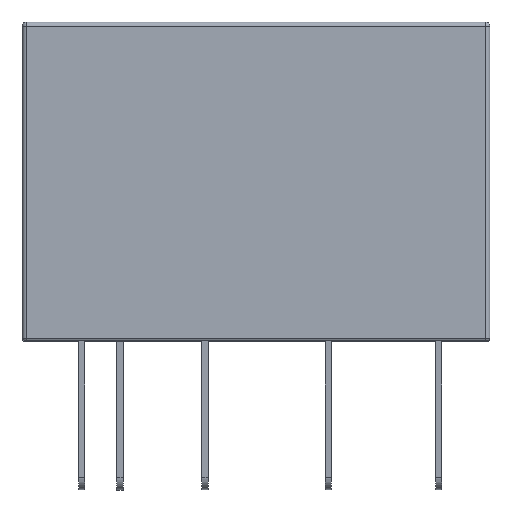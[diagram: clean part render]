
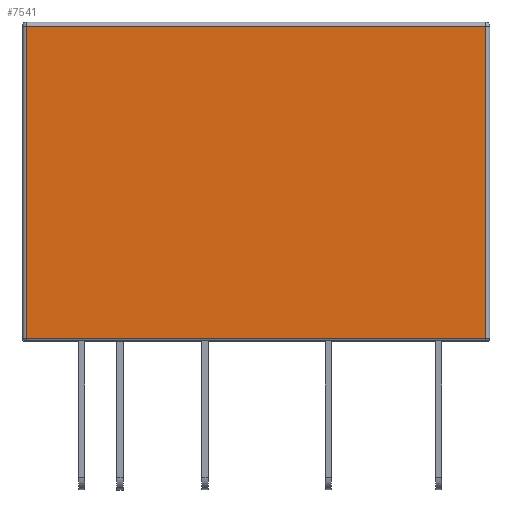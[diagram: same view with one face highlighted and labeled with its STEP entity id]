
A CAD part, top view. The second image highlights one B-rep face of the part: STEP entity #7541.
In plain terms, the highlighted planar face has unit normal (0, 0, 1).
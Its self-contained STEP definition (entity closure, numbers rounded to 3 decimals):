
#1213 = EDGE_LOOP ( 'NONE', ( #4685, #5452, #10177, #9788 ) ) ;
#1240 = LINE ( 'NONE', #4882, #11514 ) ;
#1838 = VECTOR ( 'NONE', #6904, 1000. ) ;
#1887 = CARTESIAN_POINT ( 'NONE',  ( 5.4, 0.05, 3.5 ) ) ;
#2159 = VECTOR ( 'NONE', #12932, 1000. ) ;
#2618 = EDGE_CURVE ( 'NONE', #11264, #11906, #14374, .T. ) ;
#2691 = EDGE_CURVE ( 'NONE', #11906, #14880, #1240, .T. ) ;
#3534 = DIRECTION ( 'NONE',  ( 0., 1., 0. ) ) ;
#3949 = PLANE ( 'NONE',  #10870 ) ;
#4685 = ORIENTED_EDGE ( 'NONE', *, *, #15315, .T. ) ;
#4882 = CARTESIAN_POINT ( 'NONE',  ( 0., 7.4, 3.5 ) ) ;
#5419 = CARTESIAN_POINT ( 'NONE',  ( 5.4, 0.05, 3.5 ) ) ;
#5452 = ORIENTED_EDGE ( 'NONE', *, *, #13073, .T. ) ;
#5780 = CARTESIAN_POINT ( 'NONE',  ( -5.4, 7.4, 3.5 ) ) ;
#6118 = DIRECTION ( 'NONE',  ( -1., 0., 0. ) ) ;
#6310 = DIRECTION ( 'NONE',  ( 1., 0., 0. ) ) ;
#6904 = DIRECTION ( 'NONE',  ( 0., -1., 0. ) ) ;
#7541 = ADVANCED_FACE ( 'NONE', ( #11199 ), #3949, .T. ) ;
#8174 = CARTESIAN_POINT ( 'NONE',  ( -5.4, 0., 3.5 ) ) ;
#9140 = CARTESIAN_POINT ( 'NONE',  ( -5.4, 0.05, 3.5 ) ) ;
#9378 = VERTEX_POINT ( 'NONE', #9140 ) ;
#9788 = ORIENTED_EDGE ( 'NONE', *, *, #2691, .T. ) ;
#10175 = CARTESIAN_POINT ( 'NONE',  ( 0., 7.5, 3.5 ) ) ;
#10177 = ORIENTED_EDGE ( 'NONE', *, *, #2618, .T. ) ;
#10870 = AXIS2_PLACEMENT_3D ( 'NONE', #10175, #15027, #6310 ) ;
#11199 = FACE_OUTER_BOUND ( 'NONE', #1213, .T. ) ;
#11249 = VECTOR ( 'NONE', #3534, 1000. ) ;
#11264 = VERTEX_POINT ( 'NONE', #5419 ) ;
#11514 = VECTOR ( 'NONE', #6118, 1000. ) ;
#11867 = LINE ( 'NONE', #8174, #1838 ) ;
#11906 = VERTEX_POINT ( 'NONE', #13557 ) ;
#12932 = DIRECTION ( 'NONE',  ( 1., 0., 0. ) ) ;
#13073 = EDGE_CURVE ( 'NONE', #9378, #11264, #14133, .T. ) ;
#13256 = CARTESIAN_POINT ( 'NONE',  ( 5.4, 7.5, 3.5 ) ) ;
#13557 = CARTESIAN_POINT ( 'NONE',  ( 5.4, 7.4, 3.5 ) ) ;
#14133 = LINE ( 'NONE', #1887, #2159 ) ;
#14374 = LINE ( 'NONE', #13256, #11249 ) ;
#14880 = VERTEX_POINT ( 'NONE', #5780 ) ;
#15027 = DIRECTION ( 'NONE',  ( 0., 0., 1. ) ) ;
#15315 = EDGE_CURVE ( 'NONE', #14880, #9378, #11867, .T. ) ;
